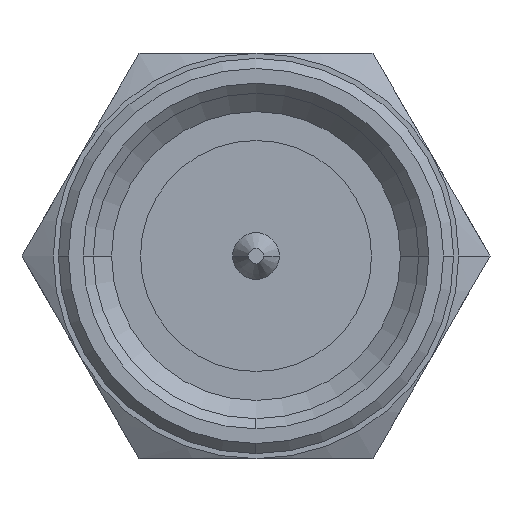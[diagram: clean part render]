
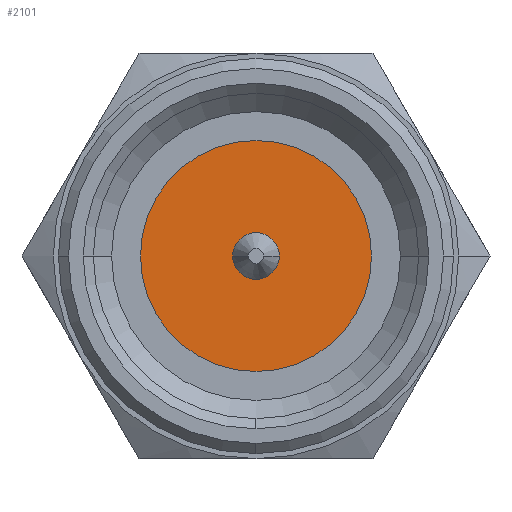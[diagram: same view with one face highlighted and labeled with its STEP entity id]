
A CAD part, left-side view. The second image highlights one B-rep face of the part: STEP entity #2101.
In plain terms, the highlighted planar face has unit normal (-1, 0, 0).
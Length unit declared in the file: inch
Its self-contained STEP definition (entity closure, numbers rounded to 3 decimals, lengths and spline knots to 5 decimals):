
#47 = DIRECTION ( 'NONE',  ( -1., 0., 0. ) ) ;
#64 = CARTESIAN_POINT ( 'NONE',  ( 0.11811, -0.01811, 0. ) ) ;
#115 = CARTESIAN_POINT ( 'NONE',  ( 0.11811, 0.08976, 0. ) ) ;
#187 = FACE_OUTER_BOUND ( 'NONE', #660, .T. ) ;
#236 = CARTESIAN_POINT ( 'NONE',  ( 0.11811, 0., 0. ) ) ;
#394 = ORIENTED_EDGE ( 'NONE', *, *, #1311, .F. ) ;
#462 = ORIENTED_EDGE ( 'NONE', *, *, #4142, .F. ) ;
#600 = DIRECTION ( 'NONE',  ( -1., 0., 0. ) ) ;
#644 = CIRCLE ( 'NONE', #3902, 0.08976 ) ;
#660 = EDGE_LOOP ( 'NONE', ( #4763, #4193 ) ) ;
#700 = CARTESIAN_POINT ( 'NONE',  ( 0.11811, 0., 0. ) ) ;
#942 = CARTESIAN_POINT ( 'NONE',  ( 0.11811, 0., 0. ) ) ;
#1165 = EDGE_CURVE ( 'NONE', #3493, #2047, #3532, .T. ) ;
#1172 = CARTESIAN_POINT ( 'NONE',  ( 0.11811, 0.01811, 0. ) ) ;
#1311 = EDGE_CURVE ( 'NONE', #3437, #3454, #3455, .T. ) ;
#1370 = PLANE ( 'NONE',  #1678 ) ;
#1678 = AXIS2_PLACEMENT_3D ( 'NONE', #236, #600, #1797 ) ;
#1797 = DIRECTION ( 'NONE',  ( 0., 0., 1. ) ) ;
#2007 = AXIS2_PLACEMENT_3D ( 'NONE', #3879, #3804, #3102 ) ;
#2047 = VERTEX_POINT ( 'NONE', #2417 ) ;
#2101 = ADVANCED_FACE ( 'NONE', ( #4361, #187 ), #1370, .T. ) ;
#2207 = DIRECTION ( 'NONE',  ( -1., 0., 0. ) ) ;
#2251 = AXIS2_PLACEMENT_3D ( 'NONE', #700, #2207, #2959 ) ;
#2340 = DIRECTION ( 'NONE',  ( 0., 1., 0. ) ) ;
#2417 = CARTESIAN_POINT ( 'NONE',  ( 0.11811, -0.08976, 0. ) ) ;
#2811 = EDGE_LOOP ( 'NONE', ( #462, #394 ) ) ;
#2857 = DIRECTION ( 'NONE',  ( 1., 0., 0. ) ) ;
#2959 = DIRECTION ( 'NONE',  ( 0., 1., 0. ) ) ;
#3102 = DIRECTION ( 'NONE',  ( 0., -1., 0. ) ) ;
#3117 = EDGE_CURVE ( 'NONE', #3493, #2047, #644, .T. ) ;
#3253 = DIRECTION ( 'NONE',  ( 0., 1., 0. ) ) ;
#3437 = VERTEX_POINT ( 'NONE', #1172 ) ;
#3454 = VERTEX_POINT ( 'NONE', #64 ) ;
#3455 = CIRCLE ( 'NONE', #2251, 0.01811 ) ;
#3493 = VERTEX_POINT ( 'NONE', #115 ) ;
#3532 = CIRCLE ( 'NONE', #4401, 0.08976 ) ;
#3795 = CARTESIAN_POINT ( 'NONE',  ( 0.11811, 0., 0. ) ) ;
#3804 = DIRECTION ( 'NONE',  ( -1., 0., 0. ) ) ;
#3879 = CARTESIAN_POINT ( 'NONE',  ( 0.11811, 0., 0. ) ) ;
#3902 = AXIS2_PLACEMENT_3D ( 'NONE', #3795, #47, #2340 ) ;
#4142 = EDGE_CURVE ( 'NONE', #3454, #3437, #4151, .T. ) ;
#4151 = CIRCLE ( 'NONE', #2007, 0.01811 ) ;
#4193 = ORIENTED_EDGE ( 'NONE', *, *, #1165, .F. ) ;
#4361 = FACE_BOUND ( 'NONE', #2811, .T. ) ;
#4401 = AXIS2_PLACEMENT_3D ( 'NONE', #942, #2857, #3253 ) ;
#4763 = ORIENTED_EDGE ( 'NONE', *, *, #3117, .T. ) ;
